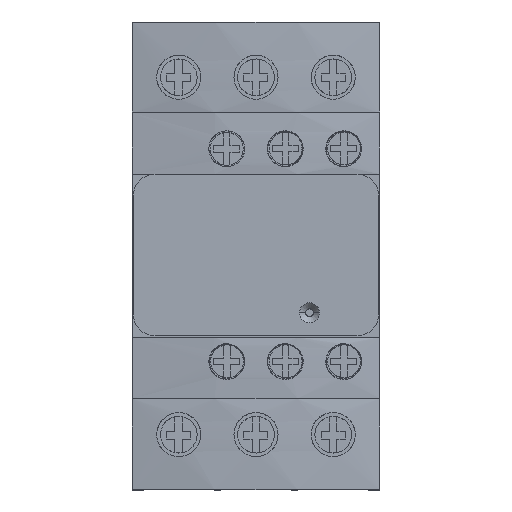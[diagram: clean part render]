
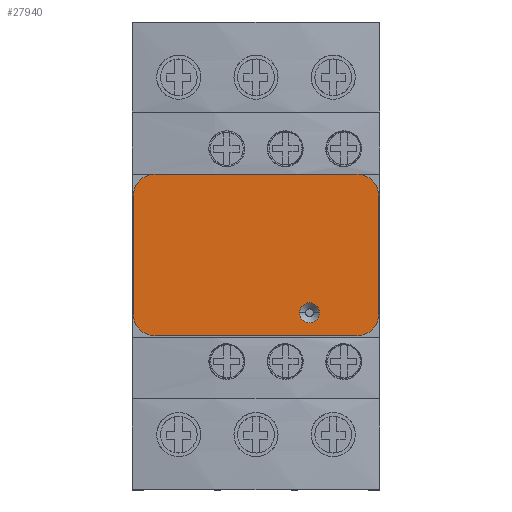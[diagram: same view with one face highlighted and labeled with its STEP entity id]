
A CAD part, top view. The second image highlights one B-rep face of the part: STEP entity #27940.
In plain terms, the highlighted planar face has unit normal (0, 0, 1).
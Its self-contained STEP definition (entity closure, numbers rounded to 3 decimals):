
#27593=CARTESIAN_POINT('',(32.1,32.05,91.85));
#27594=DIRECTION('',(0.,0.,-1.));
#27595=DIRECTION('',(-1.,0.,0.));
#27596=AXIS2_PLACEMENT_3D('',#27593,#27594,#27595);
#27601=CARTESIAN_POINT('',(32.1,32.05,91.85));
#27602=DIRECTION('',(0.,0.,-1.));
#27603=DIRECTION('',(1.,0.,0.));
#27604=AXIS2_PLACEMENT_3D('',#27601,#27602,#27603);
#27609=CARTESIAN_POINT('',(4.1,53.151,91.85));
#27610=DIRECTION('',(0.,0.,1.));
#27611=DIRECTION('',(0.,1.,0.));
#27612=AXIS2_PLACEMENT_3D('',#27609,#27610,#27611);
#27617=DIRECTION('',(1.,0.,0.));
#27618=VECTOR('',#27617,36.6);
#27619=CARTESIAN_POINT('',(4.1,57.151,91.85));
#27620=LINE('',#27619,#27618);
#27624=CARTESIAN_POINT('',(40.7,53.151,91.85));
#27625=DIRECTION('',(0.,0.,1.));
#27626=DIRECTION('',(1.,0.,0.));
#27627=AXIS2_PLACEMENT_3D('',#27624,#27625,#27626);
#27632=DIRECTION('',(0.,1.,0.));
#27633=VECTOR('',#27632,21.269);
#27634=CARTESIAN_POINT('',(44.7,31.882,91.85));
#27635=LINE('',#27634,#27633);
#27639=CARTESIAN_POINT('',(40.7,31.882,91.85));
#27640=DIRECTION('',(0.,0.,1.));
#27641=DIRECTION('',(0.,-1.,0.));
#27642=AXIS2_PLACEMENT_3D('',#27639,#27640,#27641);
#27647=DIRECTION('',(1.,0.,0.));
#27648=VECTOR('',#27647,36.6);
#27649=CARTESIAN_POINT('',(4.1,27.882,91.85));
#27650=LINE('',#27649,#27648);
#27654=CARTESIAN_POINT('',(4.1,31.882,91.85));
#27655=DIRECTION('',(0.,0.,1.));
#27656=DIRECTION('',(-1.,0.,0.));
#27657=AXIS2_PLACEMENT_3D('',#27654,#27655,#27656);
#27662=DIRECTION('',(0.,1.,0.));
#27663=VECTOR('',#27662,21.269);
#27664=CARTESIAN_POINT('',(0.1,31.882,91.85));
#27665=LINE('',#27664,#27663);
#27849=CARTESIAN_POINT('',(30.3,32.05,91.85));
#27850=CARTESIAN_POINT('',(33.9,32.05,91.85));
#27851=VERTEX_POINT('',#27849);
#27852=VERTEX_POINT('',#27850);
#27857=CARTESIAN_POINT('',(4.1,57.151,91.85));
#27858=CARTESIAN_POINT('',(0.1,53.151,91.85));
#27859=VERTEX_POINT('',#27857);
#27860=VERTEX_POINT('',#27858);
#27869=CARTESIAN_POINT('',(0.1,31.882,91.85));
#27870=VERTEX_POINT('',#27869);
#27871=CARTESIAN_POINT('',(4.1,27.882,91.85));
#27872=VERTEX_POINT('',#27871);
#27877=CARTESIAN_POINT('',(44.7,53.151,91.85));
#27878=VERTEX_POINT('',#27877);
#27879=CARTESIAN_POINT('',(40.7,57.151,91.85));
#27880=VERTEX_POINT('',#27879);
#27881=CARTESIAN_POINT('',(40.7,27.882,91.85));
#27882=CARTESIAN_POINT('',(44.7,31.882,91.85));
#27883=VERTEX_POINT('',#27881);
#27884=VERTEX_POINT('',#27882);
#27912=CARTESIAN_POINT('',(0.,0.,91.85));
#27913=DIRECTION('',(0.,0.,1.));
#27914=DIRECTION('',(1.,0.,0.));
#27915=AXIS2_PLACEMENT_3D('',#27912,#27913,#27914);
#27916=PLANE('',#27915);
#27918=ORIENTED_EDGE('',*,*,#27917,.F.);
#27920=ORIENTED_EDGE('',*,*,#27919,.T.);
#27922=ORIENTED_EDGE('',*,*,#27921,.F.);
#27924=ORIENTED_EDGE('',*,*,#27923,.F.);
#27925=ORIENTED_EDGE('',*,*,#27894,.F.);
#27927=ORIENTED_EDGE('',*,*,#27926,.F.);
#27929=ORIENTED_EDGE('',*,*,#27928,.F.);
#27931=ORIENTED_EDGE('',*,*,#27930,.T.);
#27932=EDGE_LOOP('',(#27918,#27920,#27922,#27924,#27925,#27927,#27929,#27931));
#27933=FACE_OUTER_BOUND('',#27932,.F.);
#27935=ORIENTED_EDGE('',*,*,#27934,.F.);
#27937=ORIENTED_EDGE('',*,*,#27936,.F.);
#27938=EDGE_LOOP('',(#27935,#27937));
#27939=FACE_BOUND('',#27938,.F.);
#27597=CIRCLE('',#27596,1.8);
#27605=CIRCLE('',#27604,1.8);
#27613=CIRCLE('',#27612,4.);
#27628=CIRCLE('',#27627,4.);
#27643=CIRCLE('',#27642,4.);
#27658=CIRCLE('',#27657,4.);
#27894=EDGE_CURVE('',#27883,#27884,#27643,.T.);
#27917=EDGE_CURVE('',#27859,#27860,#27613,.T.);
#27919=EDGE_CURVE('',#27859,#27880,#27620,.T.);
#27921=EDGE_CURVE('',#27878,#27880,#27628,.T.);
#27923=EDGE_CURVE('',#27884,#27878,#27635,.T.);
#27926=EDGE_CURVE('',#27872,#27883,#27650,.T.);
#27928=EDGE_CURVE('',#27870,#27872,#27658,.T.);
#27930=EDGE_CURVE('',#27870,#27860,#27665,.T.);
#27934=EDGE_CURVE('',#27851,#27852,#27597,.T.);
#27936=EDGE_CURVE('',#27852,#27851,#27605,.T.);
#27940=ADVANCED_FACE('',(#27933,#27939),#27916,.T.);
